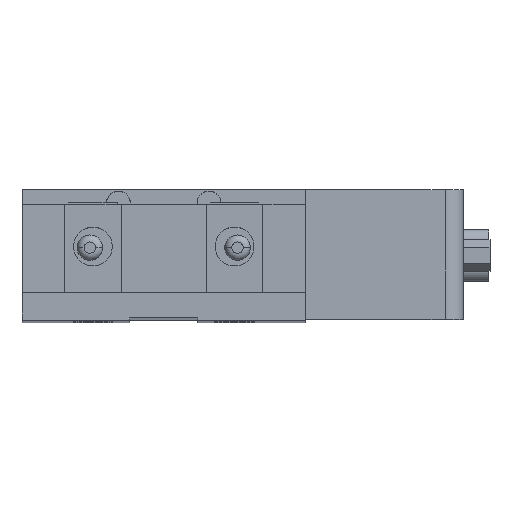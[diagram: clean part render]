
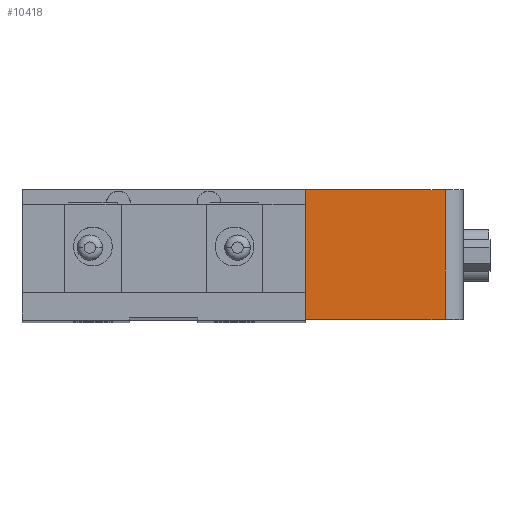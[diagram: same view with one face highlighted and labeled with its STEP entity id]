
A CAD part, top view. The second image highlights one B-rep face of the part: STEP entity #10418.
In plain terms, the highlighted planar face has unit normal (0, 0, 1).
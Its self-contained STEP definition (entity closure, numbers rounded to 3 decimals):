
#252 = CARTESIAN_POINT ( 'NONE',  ( 13.575, 10.4, 18.5 ) ) ;
#1867 = CARTESIAN_POINT ( 'NONE',  ( 43.41, -12.5, 18.5 ) ) ;
#2032 = DIRECTION ( 'NONE',  ( 0., 0., 1. ) ) ;
#2293 = DIRECTION ( 'NONE',  ( 0., 1., 0. ) ) ;
#2451 = VECTOR ( 'NONE', #10269, 1000. ) ;
#3386 = EDGE_LOOP ( 'NONE', ( #6184, #7938, #16593, #13071 ) ) ;
#3460 = PLANE ( 'NONE',  #10574 ) ;
#3740 = CARTESIAN_POINT ( 'NONE',  ( 43.41, -12.5, 18.5 ) ) ;
#4410 = DIRECTION ( 'NONE',  ( 1., 0., 0. ) ) ;
#4719 = DIRECTION ( 'NONE',  ( 1., 0., 0. ) ) ;
#5195 = VECTOR ( 'NONE', #2293, 1000. ) ;
#5734 = CARTESIAN_POINT ( 'NONE',  ( 43.41, 10.4, 18.5 ) ) ;
#6127 = VERTEX_POINT ( 'NONE', #12484 ) ;
#6184 = ORIENTED_EDGE ( 'NONE', *, *, #9904, .F. ) ;
#6301 = EDGE_CURVE ( 'NONE', #7952, #6127, #15959, .T. ) ;
#7551 = CARTESIAN_POINT ( 'NONE',  ( 49.635, 10.4, 18.5 ) ) ;
#7665 = VECTOR ( 'NONE', #11674, 1000. ) ;
#7938 = ORIENTED_EDGE ( 'NONE', *, *, #15189, .T. ) ;
#7952 = VERTEX_POINT ( 'NONE', #10479 ) ;
#9444 = VECTOR ( 'NONE', #4410, 1000. ) ;
#9602 = VERTEX_POINT ( 'NONE', #7551 ) ;
#9904 = EDGE_CURVE ( 'NONE', #14689, #9602, #14843, .T. ) ;
#10269 = DIRECTION ( 'NONE',  ( 0., -1., 0. ) ) ;
#10418 = ADVANCED_FACE ( 'NONE', ( #12732 ), #3460, .T. ) ;
#10467 = EDGE_CURVE ( 'NONE', #6127, #9602, #16030, .T. ) ;
#10479 = CARTESIAN_POINT ( 'NONE',  ( 13.575, -12.5, 18.5 ) ) ;
#10574 = AXIS2_PLACEMENT_3D ( 'NONE', #1867, #2032, #4719 ) ;
#11674 = DIRECTION ( 'NONE',  ( 1., 0., 0. ) ) ;
#12484 = CARTESIAN_POINT ( 'NONE',  ( 49.635, -12.5, 18.5 ) ) ;
#12732 = FACE_OUTER_BOUND ( 'NONE', #3386, .T. ) ;
#13071 = ORIENTED_EDGE ( 'NONE', *, *, #10467, .T. ) ;
#13546 = CARTESIAN_POINT ( 'NONE',  ( 49.635, -12.5, 18.5 ) ) ;
#14689 = VERTEX_POINT ( 'NONE', #252 ) ;
#14843 = LINE ( 'NONE', #5734, #9444 ) ;
#15189 = EDGE_CURVE ( 'NONE', #14689, #7952, #15648, .T. ) ;
#15648 = LINE ( 'NONE', #16906, #2451 ) ;
#15959 = LINE ( 'NONE', #3740, #7665 ) ;
#16030 = LINE ( 'NONE', #13546, #5195 ) ;
#16593 = ORIENTED_EDGE ( 'NONE', *, *, #6301, .T. ) ;
#16906 = CARTESIAN_POINT ( 'NONE',  ( 13.575, -12.5, 18.5 ) ) ;
